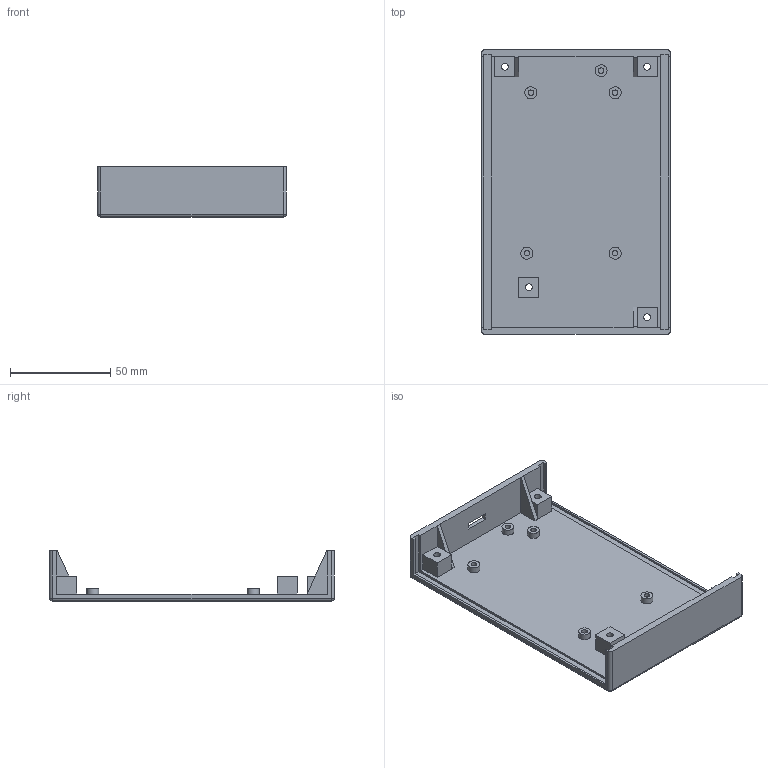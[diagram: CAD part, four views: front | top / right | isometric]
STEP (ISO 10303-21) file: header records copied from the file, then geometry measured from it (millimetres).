
FILE_DESCRIPTION(('FreeCAD Model'),'2;1');
FILE_NAME('Open CASCADE Shape Model','2025-03-31T15:39:53',('Author'),( ''),'Open CASCADE STEP processor 7.8','FreeCAD','Unknown');
FILE_SCHEMA(('AUTOMOTIVE_DESIGN { 1 0 10303 214 1 1 1 1 }'));
Length unit declared in the file: millimetre
Products named in the file (1): Case Base
Bounding box: 94 x 142 x 25 mm (x, y, z)
Volume: 62422.8 mm3; surface area: 40092.8 mm2
Topology: 1 solids, 1 shells, 107 faces, 258 edges, 164 vertices
Faces by surface type: plane 76, cylinder 22, cone 5, sphere 4
Full cylindrical faces by diameter (mm): 2.8 x5, 3.4 x4, 6 x5
Entity records: 3087 total; most frequent: CARTESIAN_POINT 531, DIRECTION 515, ORIENTED_EDGE 508, EDGE_CURVE 254, LINE 199, VECTOR 199, VERTEX_POINT 164, AXIS2_PLACEMENT_3D 158
